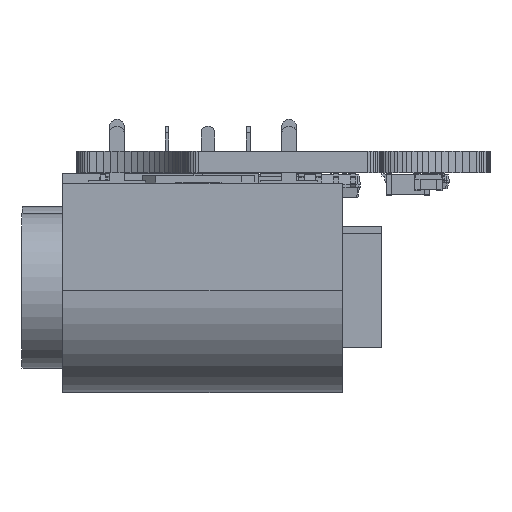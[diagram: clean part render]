
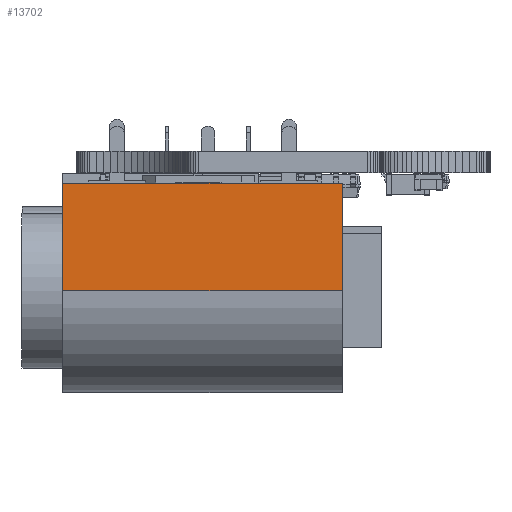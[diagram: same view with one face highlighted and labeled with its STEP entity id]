
A CAD part, left-side view. The second image highlights one B-rep face of the part: STEP entity #13702.
In plain terms, the highlighted planar face has unit normal (-1, 0, 0).
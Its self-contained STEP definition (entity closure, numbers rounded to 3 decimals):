
#12523 = PLANE('',#12524);
#12524 = AXIS2_PLACEMENT_3D('',#12525,#12526,#12527);
#12525 = CARTESIAN_POINT('',(0.,0.,0.));
#12526 = DIRECTION('',(0.,0.,1.));
#12527 = DIRECTION('',(1.,0.,-0.));
#12662 = VERTEX_POINT('',#12663);
#12663 = CARTESIAN_POINT('',(-9.1,8.14,0.));
#12677 = PLANE('',#12678);
#12678 = AXIS2_PLACEMENT_3D('',#12679,#12680,#12681);
#12679 = CARTESIAN_POINT('',(-7.53,8.14,0.));
#12680 = DIRECTION('',(0.,1.,0.));
#12681 = DIRECTION('',(-1.,0.,0.));
#12689 = EDGE_CURVE('',#12662,#12690,#12692,.T.);
#12690 = VERTEX_POINT('',#12691);
#12691 = CARTESIAN_POINT('',(-9.1,0.22,0.));
#12692 = SURFACE_CURVE('',#12693,(#12697,#12704),.PCURVE_S1.);
#12693 = LINE('',#12694,#12695);
#12694 = CARTESIAN_POINT('',(-9.1,8.14,0.));
#12695 = VECTOR('',#12696,1.);
#12696 = DIRECTION('',(0.,-1.,0.));
#12697 = PCURVE('',#12523,#12698);
#12698 = DEFINITIONAL_REPRESENTATION('',(#12699),#12703);
#12699 = LINE('',#12700,#12701);
#12700 = CARTESIAN_POINT('',(-9.1,8.14));
#12701 = VECTOR('',#12702,1.);
#12702 = DIRECTION('',(0.,-1.));
#12703 = ( GEOMETRIC_REPRESENTATION_CONTEXT(2) 
PARAMETRIC_REPRESENTATION_CONTEXT() REPRESENTATION_CONTEXT('2D SPACE',''
  ) );
#12704 = PCURVE('',#12705,#12710);
#12705 = PLANE('',#12706);
#12706 = AXIS2_PLACEMENT_3D('',#12707,#12708,#12709);
#12707 = CARTESIAN_POINT('',(-9.1,8.14,0.));
#12708 = DIRECTION('',(-1.,0.,0.));
#12709 = DIRECTION('',(0.,-1.,0.));
#12710 = DEFINITIONAL_REPRESENTATION('',(#12711),#12715);
#12711 = LINE('',#12712,#12713);
#12712 = CARTESIAN_POINT('',(0.,0.));
#12713 = VECTOR('',#12714,1.);
#12714 = DIRECTION('',(1.,0.));
#12715 = ( GEOMETRIC_REPRESENTATION_CONTEXT(2) 
PARAMETRIC_REPRESENTATION_CONTEXT() REPRESENTATION_CONTEXT('2D SPACE',''
  ) );
#12733 = PLANE('',#12734);
#12734 = AXIS2_PLACEMENT_3D('',#12735,#12736,#12737);
#12735 = CARTESIAN_POINT('',(-9.1,0.22,0.));
#12736 = DIRECTION('',(0.,-1.,0.));
#12737 = DIRECTION('',(1.,0.,0.));
#13373 = PLANE('',#13374);
#13374 = AXIS2_PLACEMENT_3D('',#13375,#13376,#13377);
#13375 = CARTESIAN_POINT('',(0.,0.,-20.61));
#13376 = DIRECTION('',(0.,0.,1.));
#13377 = DIRECTION('',(1.,0.,-0.));
#13659 = VERTEX_POINT('',#13660);
#13660 = CARTESIAN_POINT('',(-9.1,8.14,-20.61));
#13681 = EDGE_CURVE('',#12662,#13659,#13682,.T.);
#13682 = SURFACE_CURVE('',#13683,(#13687,#13694),.PCURVE_S1.);
#13683 = LINE('',#13684,#13685);
#13684 = CARTESIAN_POINT('',(-9.1,8.14,0.));
#13685 = VECTOR('',#13686,1.);
#13686 = DIRECTION('',(0.,0.,-1.));
#13687 = PCURVE('',#12677,#13688);
#13688 = DEFINITIONAL_REPRESENTATION('',(#13689),#13693);
#13689 = LINE('',#13690,#13691);
#13690 = CARTESIAN_POINT('',(1.57,0.));
#13691 = VECTOR('',#13692,1.);
#13692 = DIRECTION('',(0.,-1.));
#13693 = ( GEOMETRIC_REPRESENTATION_CONTEXT(2) 
PARAMETRIC_REPRESENTATION_CONTEXT() REPRESENTATION_CONTEXT('2D SPACE',''
  ) );
#13694 = PCURVE('',#12705,#13695);
#13695 = DEFINITIONAL_REPRESENTATION('',(#13696),#13700);
#13696 = LINE('',#13697,#13698);
#13697 = CARTESIAN_POINT('',(0.,0.));
#13698 = VECTOR('',#13699,1.);
#13699 = DIRECTION('',(0.,-1.));
#13700 = ( GEOMETRIC_REPRESENTATION_CONTEXT(2) 
PARAMETRIC_REPRESENTATION_CONTEXT() REPRESENTATION_CONTEXT('2D SPACE',''
  ) );
#13702 = ADVANCED_FACE('',(#13703),#12705,.T.);
#13703 = FACE_BOUND('',#13704,.T.);
#13704 = EDGE_LOOP('',(#13705,#13706,#13729,#13750));
#13705 = ORIENTED_EDGE('',*,*,#13681,.T.);
#13706 = ORIENTED_EDGE('',*,*,#13707,.T.);
#13707 = EDGE_CURVE('',#13659,#13708,#13710,.T.);
#13708 = VERTEX_POINT('',#13709);
#13709 = CARTESIAN_POINT('',(-9.1,0.22,-20.61));
#13710 = SURFACE_CURVE('',#13711,(#13715,#13722),.PCURVE_S1.);
#13711 = LINE('',#13712,#13713);
#13712 = CARTESIAN_POINT('',(-9.1,8.14,-20.61));
#13713 = VECTOR('',#13714,1.);
#13714 = DIRECTION('',(0.,-1.,0.));
#13715 = PCURVE('',#12705,#13716);
#13716 = DEFINITIONAL_REPRESENTATION('',(#13717),#13721);
#13717 = LINE('',#13718,#13719);
#13718 = CARTESIAN_POINT('',(0.,-20.61));
#13719 = VECTOR('',#13720,1.);
#13720 = DIRECTION('',(1.,0.));
#13721 = ( GEOMETRIC_REPRESENTATION_CONTEXT(2) 
PARAMETRIC_REPRESENTATION_CONTEXT() REPRESENTATION_CONTEXT('2D SPACE',''
  ) );
#13722 = PCURVE('',#13373,#13723);
#13723 = DEFINITIONAL_REPRESENTATION('',(#13724),#13728);
#13724 = LINE('',#13725,#13726);
#13725 = CARTESIAN_POINT('',(-9.1,8.14));
#13726 = VECTOR('',#13727,1.);
#13727 = DIRECTION('',(0.,-1.));
#13728 = ( GEOMETRIC_REPRESENTATION_CONTEXT(2) 
PARAMETRIC_REPRESENTATION_CONTEXT() REPRESENTATION_CONTEXT('2D SPACE',''
  ) );
#13729 = ORIENTED_EDGE('',*,*,#13730,.F.);
#13730 = EDGE_CURVE('',#12690,#13708,#13731,.T.);
#13731 = SURFACE_CURVE('',#13732,(#13736,#13743),.PCURVE_S1.);
#13732 = LINE('',#13733,#13734);
#13733 = CARTESIAN_POINT('',(-9.1,0.22,0.));
#13734 = VECTOR('',#13735,1.);
#13735 = DIRECTION('',(0.,0.,-1.));
#13736 = PCURVE('',#12705,#13737);
#13737 = DEFINITIONAL_REPRESENTATION('',(#13738),#13742);
#13738 = LINE('',#13739,#13740);
#13739 = CARTESIAN_POINT('',(7.92,0.));
#13740 = VECTOR('',#13741,1.);
#13741 = DIRECTION('',(0.,-1.));
#13742 = ( GEOMETRIC_REPRESENTATION_CONTEXT(2) 
PARAMETRIC_REPRESENTATION_CONTEXT() REPRESENTATION_CONTEXT('2D SPACE',''
  ) );
#13743 = PCURVE('',#12733,#13744);
#13744 = DEFINITIONAL_REPRESENTATION('',(#13745),#13749);
#13745 = LINE('',#13746,#13747);
#13746 = CARTESIAN_POINT('',(0.,0.));
#13747 = VECTOR('',#13748,1.);
#13748 = DIRECTION('',(0.,-1.));
#13749 = ( GEOMETRIC_REPRESENTATION_CONTEXT(2) 
PARAMETRIC_REPRESENTATION_CONTEXT() REPRESENTATION_CONTEXT('2D SPACE',''
  ) );
#13750 = ORIENTED_EDGE('',*,*,#12689,.F.);
